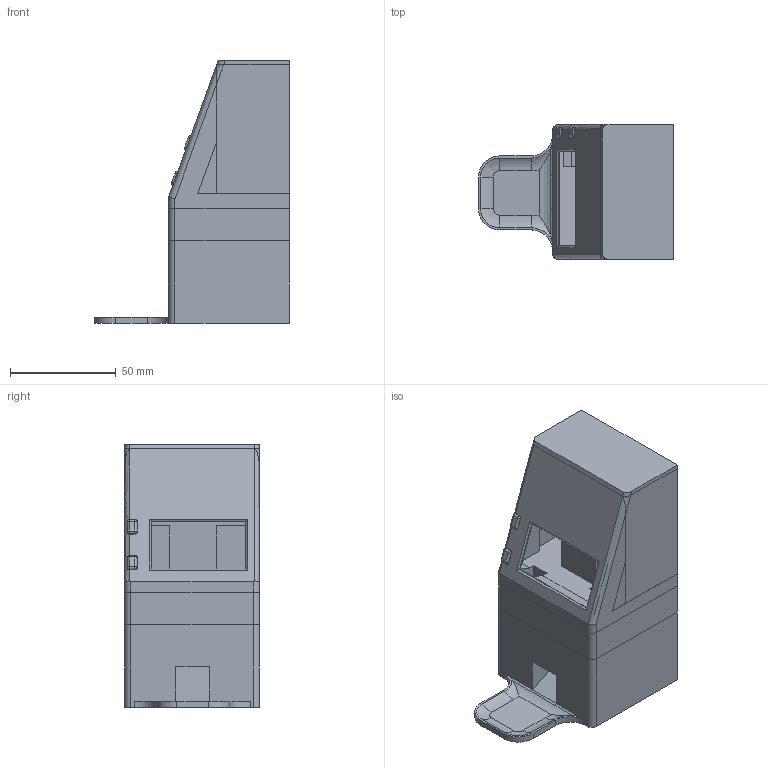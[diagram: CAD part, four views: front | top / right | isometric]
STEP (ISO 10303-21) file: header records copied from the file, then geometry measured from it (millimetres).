
FILE_DESCRIPTION(/* description */ ('','CAx-IF Rec.Pracs.---Representation and Presentation of Product Manufacturing Information (PMI)---4.0---2014-10-13'),/* implementation_level */ '2;1');
FILE_NAME(/* name */ 'Dispenser v12.step',/* time_stamp */ '2025-03-06T22:18:25+02:00',/* author */ (''),/* organization */ (''),/* preprocessor_version */ 'ST-DEVELOPER v20',/* originating_system */ 'Autodesk Translation Framework v13.20.0.188',/* authorisation */ '');
FILE_SCHEMA (('AP242_MANAGED_MODEL_BASED_3D_ENGINEERING_MIM_LF { 1 0 10303 442 1 1 4 }'));
Length unit declared in the file: millimetre
Products named in the file (1): Dispenser
Bounding box: 92.25 x 63.8 x 124.34 mm (x, y, z)
Volume: 253056.2 mm3; surface area: 103956.7 mm2
Topology: 10 solids, 12 shells, 640 faces, 1717 edges, 1114 vertices
Faces by surface type: cylinder 300, plane 273, bspline 37, cone 12, torus 10, sphere 8
Full cylindrical faces by diameter (mm): 1.5 x2, 2.2 x1, 3 x3, 3.332 x25, 4.109 x10, 4.5 x10, 5.5 x1, 7 x4, 7.5 x3, 12 x1, 14 x1, 14.4 x1
Entity records: 27788 total; most frequent: CARTESIAN_POINT 11978, ORIENTED_EDGE 3434, DIRECTION 3071, EDGE_CURVE 1717, VERTEX_POINT 1114, AXIS2_PLACEMENT_3D 1061, LINE 949, VECTOR 949
